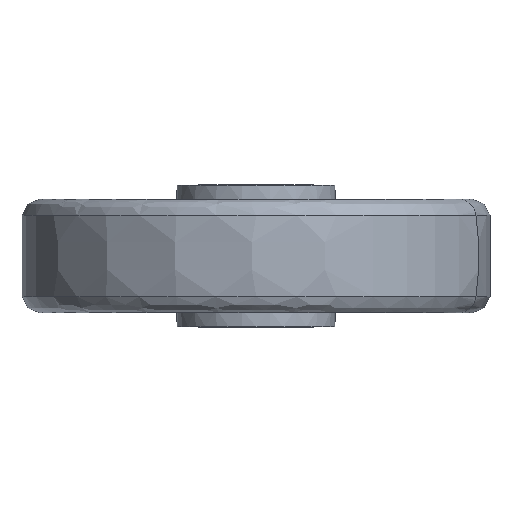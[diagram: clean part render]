
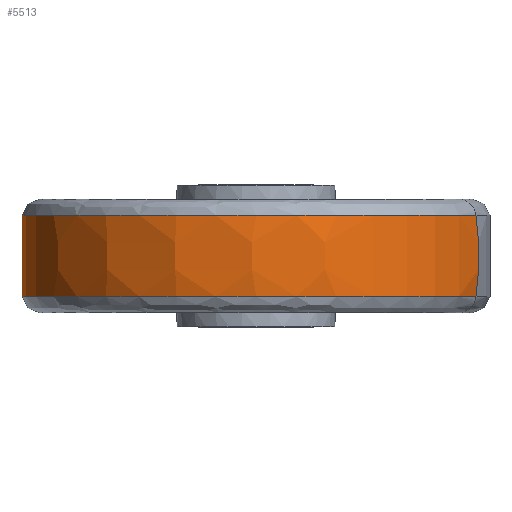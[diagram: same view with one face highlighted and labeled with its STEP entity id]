
A CAD part, front view. The second image highlights one B-rep face of the part: STEP entity #5513.
In plain terms, the highlighted free-form (B-spline) face has degree [3, 3] with [4, 4] control points.
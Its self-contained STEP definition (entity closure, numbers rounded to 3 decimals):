
#476 = CARTESIAN_POINT ( 'NONE',  ( 118.039, -42.796, 7.221 ) ) ;
#553 = CARTESIAN_POINT ( 'NONE',  ( -14.102, 5.113, 0. ) ) ;
#939 = AXIS2_PLACEMENT_3D ( 'NONE', #10668, #13891, #13678 ) ;
#1545 = CARTESIAN_POINT ( 'NONE',  ( -200.035, -189.869, 21.493 ) ) ;
#2144 = VERTEX_POINT ( 'NONE', #8436 ) ;
#2238 = VERTEX_POINT ( 'NONE', #13144 ) ;
#2343 = CARTESIAN_POINT ( 'NONE',  ( -115.955, 42.04, -21.493 ) ) ;
#2948 = ORIENTED_EDGE ( 'NONE', *, *, #10639, .T. ) ;
#3454 = CARTESIAN_POINT ( 'NONE',  ( -115.955, 42.04, -21.493 ) ) ;
#3479 = CARTESIAN_POINT ( 'NONE',  ( -203.631, -193.282, 7.221 ) ) ;
#3700 = AXIS2_PLACEMENT_3D ( 'NONE', #553, #8296, #7419 ) ;
#3962 = AXIS2_PLACEMENT_3D ( 'NONE', #7197, #6182, #10582 ) ;
#3982 = EDGE_LOOP ( 'NONE', ( #2948, #8148, #10944, #12275 ) ) ;
#4042 = EDGE_CURVE ( 'NONE', #8077, #2238, #11527, .T. ) ;
#4744 = CARTESIAN_POINT ( 'NONE',  ( -200.035, -189.869, -21.493 ) ) ;
#5285 = CIRCLE ( 'NONE', #939, 123.34 ) ;
#5513 = ADVANCED_FACE ( 'NONE', ( #5754 ), #12919, .T. ) ;
#5682 = CARTESIAN_POINT ( 'NONE',  ( -115.955, 42.04, 21.493 ) ) ;
#5754 = FACE_OUTER_BOUND ( 'NONE', #3982, .T. ) ;
#6111 = VERTEX_POINT ( 'NONE', #11893 ) ;
#6182 = DIRECTION ( 'NONE',  ( 0.341, 0.94, 0. ) ) ;
#6726 = EDGE_CURVE ( 'NONE', #6111, #2144, #12864, .T. ) ;
#6758 = CARTESIAN_POINT ( 'NONE',  ( 31.874, -273.95, 21.493 ) ) ;
#7197 = CARTESIAN_POINT ( 'NONE',  ( 14.102, -5.113, 0. ) ) ;
#7419 = DIRECTION ( 'NONE',  ( 0.94, -0.341, 0. ) ) ;
#7572 = AXIS2_PLACEMENT_3D ( 'NONE', #11597, #13816, #13739 ) ;
#8077 = VERTEX_POINT ( 'NONE', #3454 ) ;
#8148 = ORIENTED_EDGE ( 'NONE', *, *, #6726, .T. ) ;
#8296 = DIRECTION ( 'NONE',  ( -0.341, -0.94, 0. ) ) ;
#8436 = CARTESIAN_POINT ( 'NONE',  ( 115.955, -42.04, 21.493 ) ) ;
#8963 = CARTESIAN_POINT ( 'NONE',  ( 115.955, -42.04, -21.493 ) ) ;
#9033 = CARTESIAN_POINT ( 'NONE',  ( 31.874, -273.95, -21.493 ) ) ;
#10085 = CIRCLE ( 'NONE', #7572, 123.34 ) ;
#10220 = CARTESIAN_POINT ( 'NONE',  ( 32.447, -278.874, 7.221 ) ) ;
#10297 = CARTESIAN_POINT ( 'NONE',  ( -203.631, -193.282, -7.221 ) ) ;
#10582 = DIRECTION ( 'NONE',  ( -0.94, 0.341, 0. ) ) ;
#10639 = EDGE_CURVE ( 'NONE', #8077, #6111, #5285, .T. ) ;
#10668 = CARTESIAN_POINT ( 'NONE',  ( 0., 0., -21.493 ) ) ;
#10944 = ORIENTED_EDGE ( 'NONE', *, *, #13960, .T. ) ;
#11357 = CARTESIAN_POINT ( 'NONE',  ( 115.955, -42.04, 21.493 ) ) ;
#11527 = CIRCLE ( 'NONE', #3962, 140. ) ;
#11597 = CARTESIAN_POINT ( 'NONE',  ( 0., 0., 21.493 ) ) ;
#11893 = CARTESIAN_POINT ( 'NONE',  ( 115.955, -42.04, -21.493 ) ) ;
#12275 = ORIENTED_EDGE ( 'NONE', *, *, #4042, .F. ) ;
#12291 = CARTESIAN_POINT ( 'NONE',  ( -118.039, 42.796, -7.221 ) ) ;
#12864 = CIRCLE ( 'NONE', #3700, 140. ) ;
#12919 =( BOUNDED_SURFACE ( )  B_SPLINE_SURFACE ( 3, 3, ( 
 ( #8963, #9033, #4744, #2343 ),
 ( #13580, #13507, #10297, #12291 ),
 ( #476, #10220, #3479, #13366 ),
 ( #11357, #6758, #1545, #5682 ) ),
 .UNSPECIFIED., .F., .F., .F. ) 
 B_SPLINE_SURFACE_WITH_KNOTS ( ( 4, 4 ),
 ( 4, 4 ),
 ( 0., 1. ),
 ( 0., 1. ),
 .UNSPECIFIED. ) 
 GEOMETRIC_REPRESENTATION_ITEM ( )  RATIONAL_B_SPLINE_SURFACE ( (
 ( 1., 0.333, 0.333, 1.),
 ( 0.992, 0.331, 0.331, 0.992),
 ( 0.992, 0.331, 0.331, 0.992),
 ( 1., 0.333, 0.333, 1.) ) ) 
 REPRESENTATION_ITEM ( '' )  SURFACE ( )  );
#13144 = CARTESIAN_POINT ( 'NONE',  ( -115.955, 42.04, 21.493 ) ) ;
#13366 = CARTESIAN_POINT ( 'NONE',  ( -118.039, 42.796, 7.221 ) ) ;
#13507 = CARTESIAN_POINT ( 'NONE',  ( 32.447, -278.874, -7.221 ) ) ;
#13580 = CARTESIAN_POINT ( 'NONE',  ( 118.039, -42.796, -7.221 ) ) ;
#13678 = DIRECTION ( 'NONE',  ( -0.94, 0.341, 0. ) ) ;
#13739 = DIRECTION ( 'NONE',  ( -0.94, 0.341, 0. ) ) ;
#13816 = DIRECTION ( 'NONE',  ( 0., 0., -1. ) ) ;
#13891 = DIRECTION ( 'NONE',  ( 0., 0., 1. ) ) ;
#13960 = EDGE_CURVE ( 'NONE', #2144, #2238, #10085, .T. ) ;
